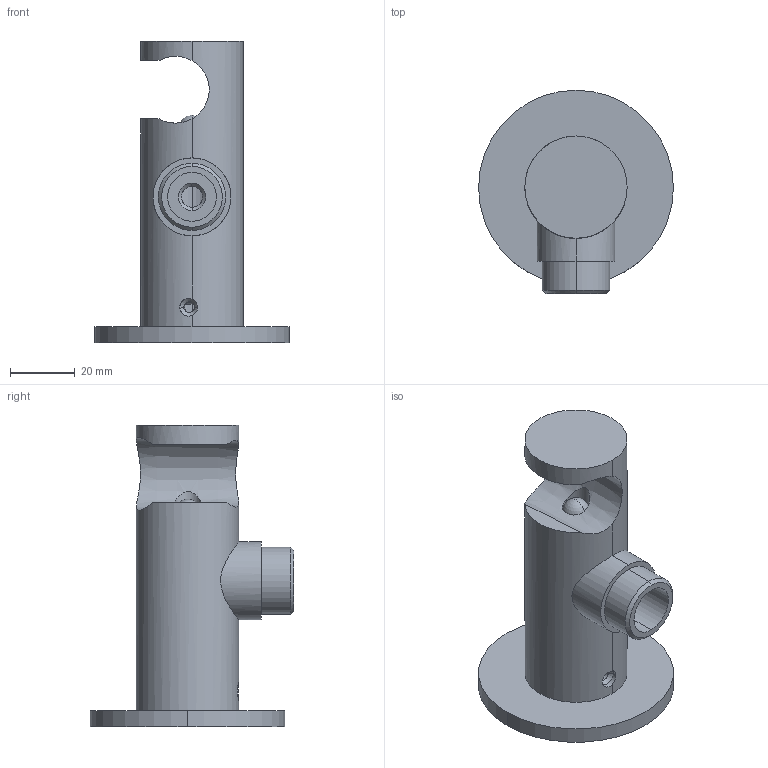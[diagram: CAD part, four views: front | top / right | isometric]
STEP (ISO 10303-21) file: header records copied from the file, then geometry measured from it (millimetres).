
FILE_DESCRIPTION((''),'2;1');
FILE_NAME('ZSUP027CR','2021-11-23T10:43:19',('ut3'),('PAFFONI SpA'),'CREO PARAMETRIC BY PTC INC, 2020044','CREO PARAMETRIC BY PTC INC, 2020044','');
FILE_SCHEMA(('CONFIG_CONTROL_DESIGN','SHAPE_APPEARANCE_LAYERS_GROUPS'));
Length unit declared in the file: millimetre
Products named in the file (1): ZSUP027CR
Bounding box: 60 x 62.75 x 93 mm (x, y, z)
Volume: 62226.6 mm3; surface area: 21395.5 mm2
Topology: 2 solids, 2 shells, 75 faces, 193 edges, 124 vertices
Faces by surface type: cylinder 33, plane 32, cone 8, sphere 2
Entity records: 3183 total; most frequent: CARTESIAN_POINT 710, ORIENTED_EDGE 378, DIRECTION 377, EDGE_CURVE 189, AXIS2_PLACEMENT_3D 151, VERTEX_POINT 124, FILL_AREA_STYLE_COLOUR 90, FILL_AREA_STYLE 90
